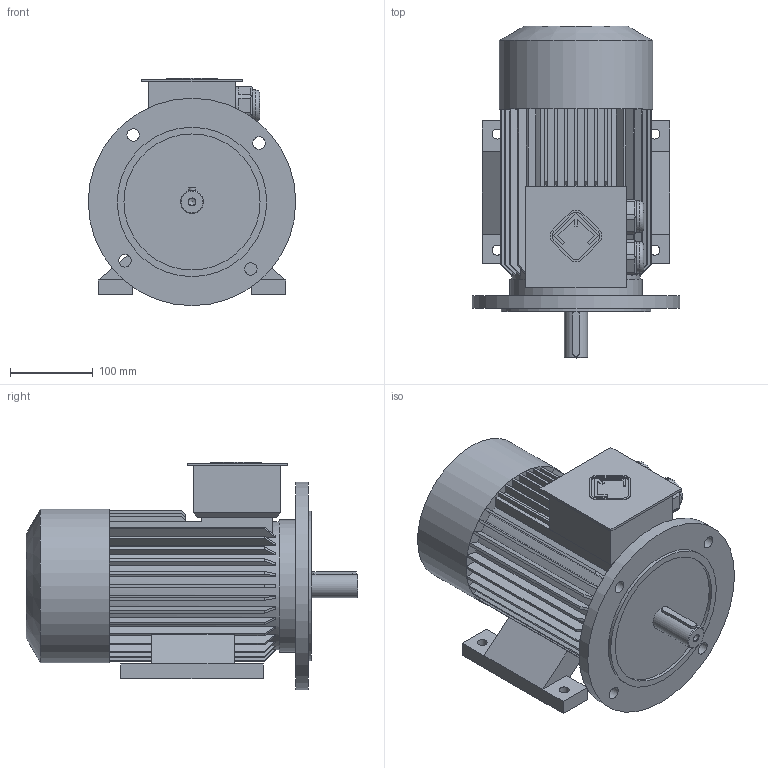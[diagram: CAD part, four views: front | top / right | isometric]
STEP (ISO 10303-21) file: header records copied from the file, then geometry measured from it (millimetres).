
FILE_DESCRIPTION(/* description */ ('Unknown'),/* implementation_level */ '2;1');
FILE_NAME(/* name */ 'AIS112М_В35',/* time_stamp */ '2021-03-23T14:28:34+03:00',/* author */ ('Unknown'),/* organization */ ('Unknown'),/* preprocessor_version */ 'ST-DEVELOPER v16',/* originating_system */ 'DEX',/* authorisation */ $);
FILE_SCHEMA (('AUTOMOTIVE_DESIGN {1 0 10303 214 3 1 1}'));
Length unit declared in the file: millimetre
Products named in the file (1): AIS112ﾌ_ﾂ35
Bounding box: 250 x 400 x 274 mm (x, y, z)
Volume: 9352850.7 mm3; surface area: 564439.2 mm2
Topology: 1 solids, 1 shells, 335 faces, 945 edges, 625 vertices
Faces by surface type: plane 234, cylinder 66, cone 33, torus 2
Full cylindrical faces by diameter (mm): 8.376 x2, 12 x4, 15 x4, 28 x1, 38.002 x2, 45.5 x2, 155 x1, 160 x1, 164 x1, 180 x1, 185 x1, 250 x1
Entity records: 13168 total; most frequent: CARTESIAN_POINT 2213, ORIENTED_EDGE 1794, DIRECTION 1758, EDGE_CURVE 897, VERTEX_POINT 606, LINE 588, VECTOR 588, AXIS2_PLACEMENT_3D 585
